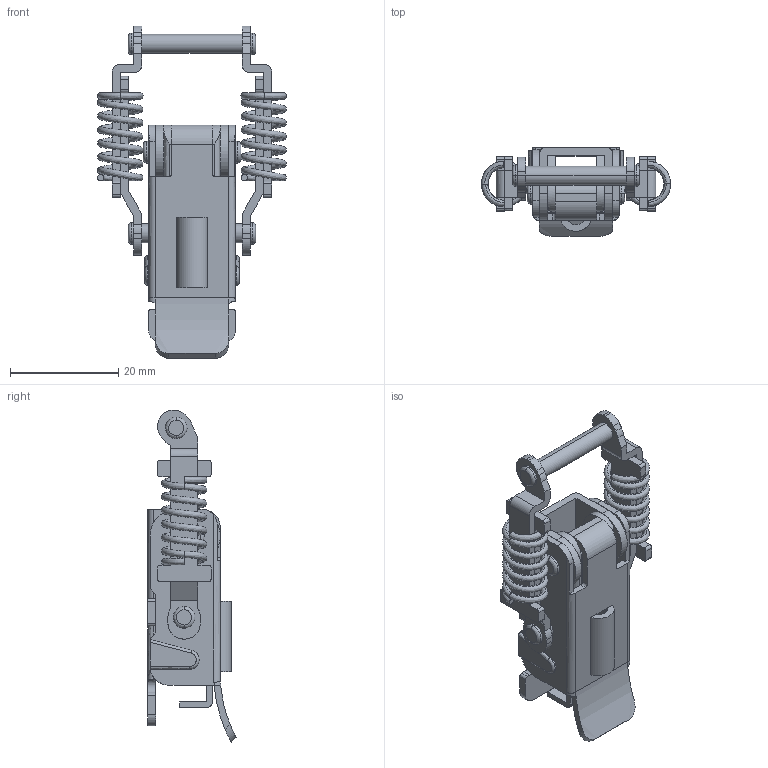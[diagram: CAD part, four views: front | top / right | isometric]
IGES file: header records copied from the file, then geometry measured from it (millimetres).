
Start section: ------------------------------------------------------------------------
Global section: file name: PC3955.21724.TL_208SUS_2_H_19453.igs; native system: spGate; preprocessor: ver20.6.3 (****-****-****-****); author: Unknown; organization: Unknown; date: 251202.102322; units: millimetre
Bounding box: 34.91 x 16.3 x 61.3 mm (x, y, z)
Volume: 5575.3 mm3; surface area: 10282.8 mm2
Topology: 7 solids, 7 shells, 386 faces, 1044 edges, 684 vertices
Faces by surface type: bspline 386
